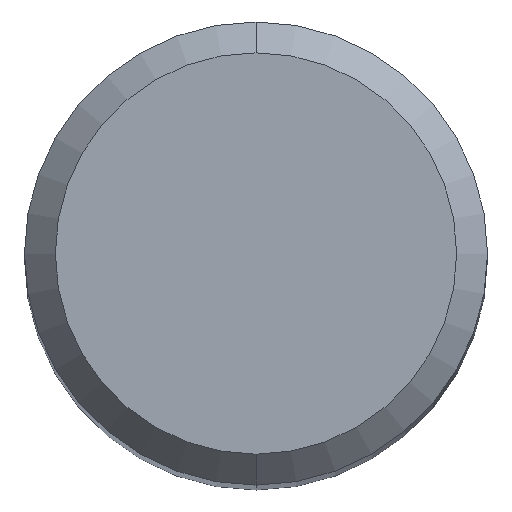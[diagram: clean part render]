
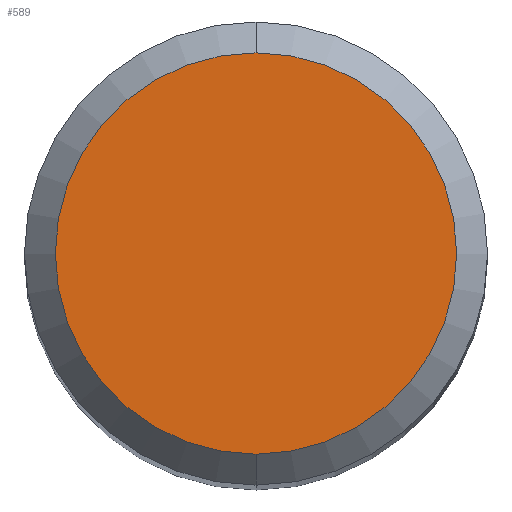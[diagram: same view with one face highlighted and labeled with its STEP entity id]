
A CAD part, top view. The second image highlights one B-rep face of the part: STEP entity #589.
In plain terms, the highlighted planar face has unit normal (0, 0, 1).
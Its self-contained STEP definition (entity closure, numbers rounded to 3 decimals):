
#439=VERTEX_POINT('',#1180);
#589=ADVANCED_FACE('',(#1344),#1345,.T.);
#601=VERTEX_POINT('',#1361);
#731=EDGE_CURVE('',#439,#601,#1505,.T.);
#967=EDGE_CURVE('',#601,#439,#1762,.T.);
#1180=CARTESIAN_POINT('',(0.,-2.6,0.0));
#1344=FACE_OUTER_BOUND('',#2744,.T.);
#1345=PLANE('',#2745);
#1361=CARTESIAN_POINT('',(0.0,2.6,0.0));
#1505=CIRCLE('',#3496,2.6);
#1762=CIRCLE('',#4492,2.6);
#2744=EDGE_LOOP('',(#5476,#5477));
#2745=AXIS2_PLACEMENT_3D('',#5478,#5479,#5480);
#3496=AXIS2_PLACEMENT_3D('',#5663,#5664,#5665);
#4492=AXIS2_PLACEMENT_3D('',#5916,#5917,#5918);
#5476=ORIENTED_EDGE('',*,*,#967,.F.);
#5477=ORIENTED_EDGE('',*,*,#731,.F.);
#5478=CARTESIAN_POINT('',(0.0,1.3,0.0));
#5479=DIRECTION('',(-0.0,0.0,1.0));
#5480=DIRECTION('',(0.0,-1.0,0.0));
#5663=CARTESIAN_POINT('',(0.0,0.0,0.0));
#5664=DIRECTION('',(0.0,0.0,-1.0));
#5665=DIRECTION('',(0.0,1.0,0.0));
#5916=CARTESIAN_POINT('',(0.0,0.0,0.0));
#5917=DIRECTION('',(0.0,0.0,-1.0));
#5918=DIRECTION('',(0.0,1.0,0.0));
